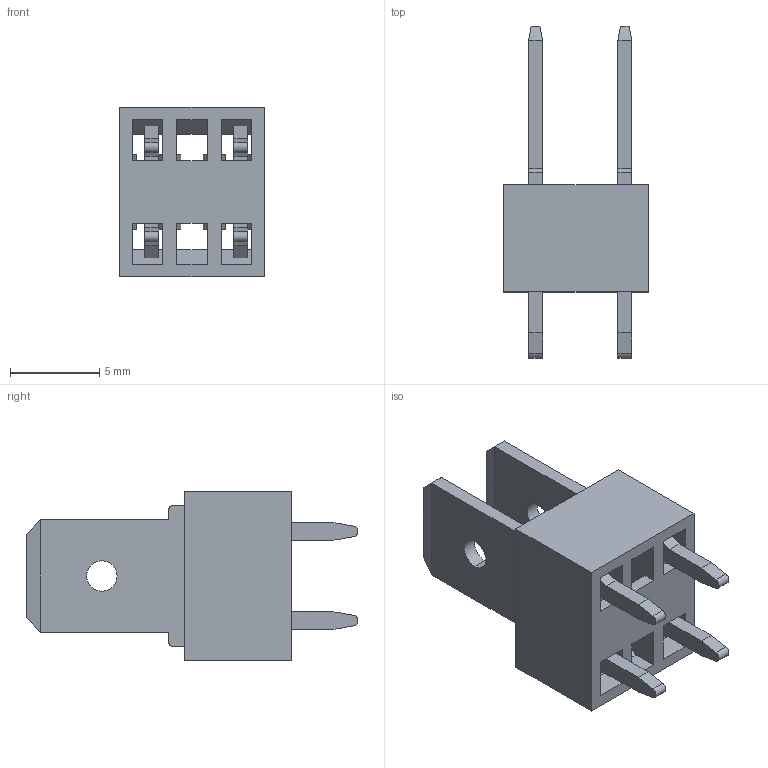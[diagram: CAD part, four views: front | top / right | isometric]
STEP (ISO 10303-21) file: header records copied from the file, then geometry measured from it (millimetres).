
FILE_DESCRIPTION (( 'STEP AP214' ), '1' );
FILE_NAME ('7827.STEP', '2013-02-26T16:32:34', ( 'Richard Maletta' ), ( '' ), 'SwSTEP 2.0', 'SolidWorks 2009', '' );
FILE_SCHEMA (( 'AUTOMOTIVE_DESIGN' ));
Length unit declared in the file: millimetre
Products named in the file (3): 7817_single; 7817_insulation; 7827
Assembly tree (3 placements, depth 2):
  7827
    7817_single  x2
    7817_insulation
Bounding box: 8.12 x 18.6 x 9.5 mm (x, y, z)
Volume: 404.3 mm3; surface area: 1213.7 mm2
Topology: 3 solids, 3 shells, 227 faces, 590 edges, 388 vertices
Faces by surface type: plane 181, cylinder 30, torus 16
Entity records: 5321 total; most frequent: CARTESIAN_POINT 917, ORIENTED_EDGE 890, DIRECTION 851, EDGE_CURVE 445, VECTOR 395, LINE 395, VERTEX_POINT 294, AXIS2_PLACEMENT_3D 228
